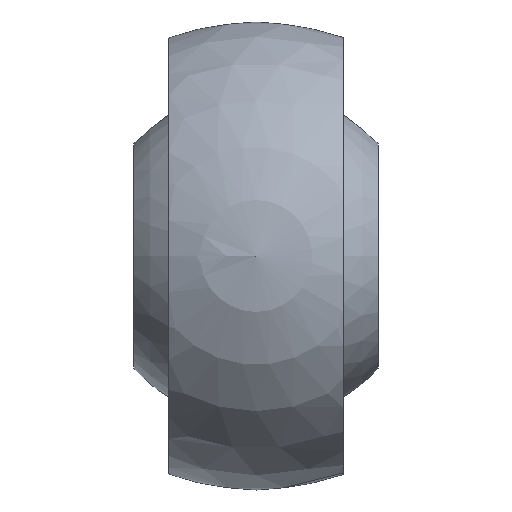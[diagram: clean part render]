
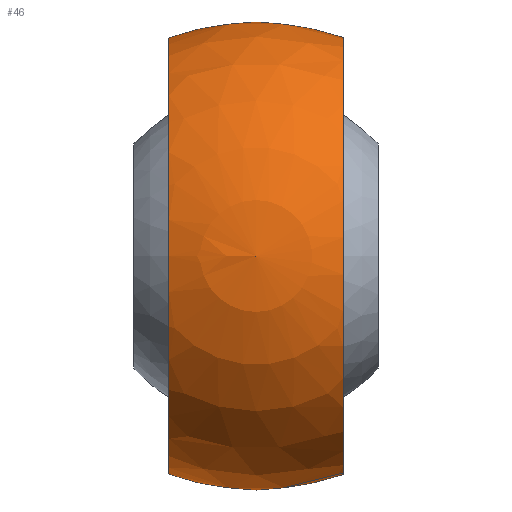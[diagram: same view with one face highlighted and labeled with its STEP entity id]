
A CAD part, left-side view. The second image highlights one B-rep face of the part: STEP entity #46.
In plain terms, the highlighted spherical face has radius 27 mm.
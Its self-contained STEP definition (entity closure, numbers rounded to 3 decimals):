
#46 = ADVANCED_FACE( '', ( #100, #101 ), #102, .T. );
#100 = FACE_BOUND( '', #170, .T. );
#101 = FACE_OUTER_BOUND( '', #171, .T. );
#102 = SPHERICAL_SURFACE( '', #172, 27. );
#170 = VERTEX_LOOP( '', #240 );
#171 = EDGE_LOOP( '', ( #241, #242, #243, #244 ) );
#172 = AXIS2_PLACEMENT_3D( '', #245, #246, #247 );
#240 = VERTEX_POINT( '', #334 );
#241 = ORIENTED_EDGE( '', *, *, #335, .F. );
#242 = ORIENTED_EDGE( '', *, *, #336, .T. );
#243 = ORIENTED_EDGE( '', *, *, #337, .F. );
#244 = ORIENTED_EDGE( '', *, *, #338, .T. );
#245 = CARTESIAN_POINT( '', ( 0., 0., 0. ) );
#246 = DIRECTION( '', ( 1., 0., 0. ) );
#247 = DIRECTION( '', ( 0., 1., 0. ) );
#334 = CARTESIAN_POINT( '', ( -27., 0., 0. ) );
#335 = EDGE_CURVE( '', #375, #376, #377, .T. );
#336 = EDGE_CURVE( '', #375, #378, #379, .F. );
#337 = EDGE_CURVE( '', #380, #378, #381, .T. );
#338 = EDGE_CURVE( '', #380, #376, #382, .F. );
#375 = VERTEX_POINT( '', #427 );
#376 = VERTEX_POINT( '', #428 );
#377 = CIRCLE( '', #429, 12.995 );
#378 = VERTEX_POINT( '', #430 );
#379 = CIRCLE( '', #431, 25.08 );
#380 = VERTEX_POINT( '', #432 );
#381 = CIRCLE( '', #433, 12.995 );
#382 = CIRCLE( '', #434, 25.08 );
#427 = CARTESIAN_POINT( '', ( 23.667, -10., -8.3 ) );
#428 = CARTESIAN_POINT( '', ( 23.667, 10., -8.3 ) );
#429 = AXIS2_PLACEMENT_3D( '', #510, #511, #512 );
#430 = CARTESIAN_POINT( '', ( 23.667, -10., 8.3 ) );
#431 = AXIS2_PLACEMENT_3D( '', #513, #514, #515 );
#432 = CARTESIAN_POINT( '', ( 23.667, 10., 8.3 ) );
#433 = AXIS2_PLACEMENT_3D( '', #516, #517, #518 );
#434 = AXIS2_PLACEMENT_3D( '', #519, #520, #521 );
#510 = CARTESIAN_POINT( '', ( 23.667, 0., 0. ) );
#511 = DIRECTION( '', ( 1., 0., 0. ) );
#512 = DIRECTION( '', ( 0., 0., -1. ) );
#513 = CARTESIAN_POINT( '', ( 0., -10., 0. ) );
#514 = DIRECTION( '', ( 0., -1., 0. ) );
#515 = DIRECTION( '', ( 0., 0., -1. ) );
#516 = CARTESIAN_POINT( '', ( 23.667, 0., 0. ) );
#517 = DIRECTION( '', ( 1., 0., 0. ) );
#518 = DIRECTION( '', ( 0., 0., -1. ) );
#519 = CARTESIAN_POINT( '', ( 0., 10., 0. ) );
#520 = DIRECTION( '', ( 0., 1., 0. ) );
#521 = DIRECTION( '', ( 0., 0., 1. ) );
